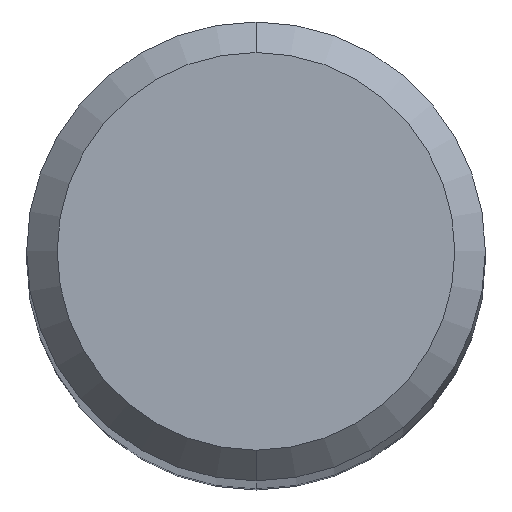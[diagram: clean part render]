
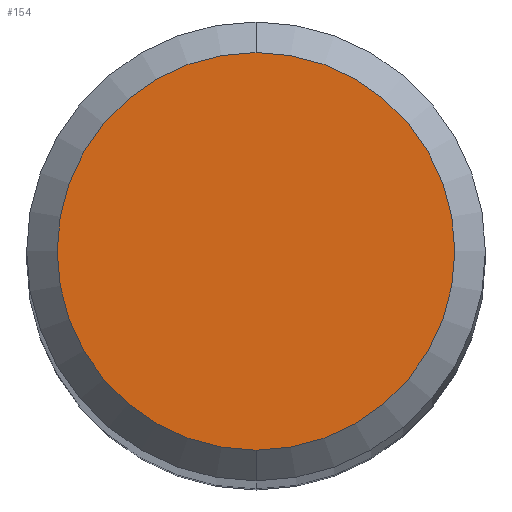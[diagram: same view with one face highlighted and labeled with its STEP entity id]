
A CAD part, top view. The second image highlights one B-rep face of the part: STEP entity #154.
In plain terms, the highlighted planar face has unit normal (0, 0, 1).
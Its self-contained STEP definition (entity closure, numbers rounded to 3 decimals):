
#116=EDGE_CURVE('',#202,#120,#278,.T.);
#120=VERTEX_POINT('',#282);
#142=EDGE_CURVE('',#120,#202,#306,.T.);
#154=ADVANCED_FACE('',(#319),#320,.T.);
#202=VERTEX_POINT('',#376);
#278=CIRCLE('',#452,2.6);
#282=CARTESIAN_POINT('',(0.0,2.6,0.0));
#306=CIRCLE('',#490,2.6);
#319=FACE_OUTER_BOUND('',#504,.T.);
#320=PLANE('',#505);
#376=CARTESIAN_POINT('',(0.,-2.6,0.0));
#452=AXIS2_PLACEMENT_3D('',#652,#653,#654);
#490=AXIS2_PLACEMENT_3D('',#680,#681,#682);
#504=EDGE_LOOP('',(#695,#696));
#505=AXIS2_PLACEMENT_3D('',#697,#698,#699);
#652=CARTESIAN_POINT('',(0.0,0.0,0.0));
#653=DIRECTION('',(0.0,0.0,-1.0));
#654=DIRECTION('',(0.0,1.0,0.0));
#680=CARTESIAN_POINT('',(0.0,0.0,0.0));
#681=DIRECTION('',(0.0,0.0,-1.0));
#682=DIRECTION('',(0.0,1.0,0.0));
#695=ORIENTED_EDGE('',*,*,#142,.F.);
#696=ORIENTED_EDGE('',*,*,#116,.F.);
#697=CARTESIAN_POINT('',(0.0,1.3,0.0));
#698=DIRECTION('',(-0.0,0.0,1.0));
#699=DIRECTION('',(0.0,-1.0,0.0));
